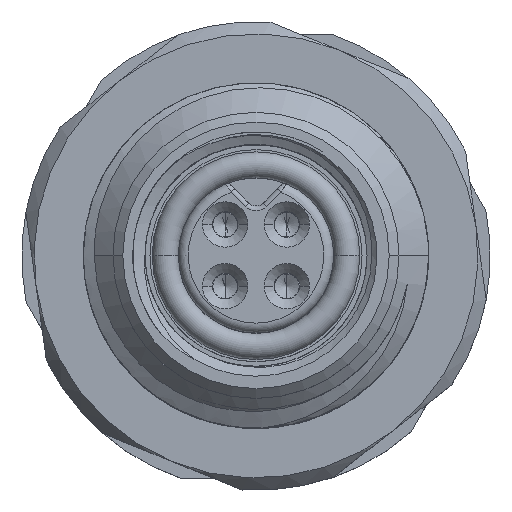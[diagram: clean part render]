
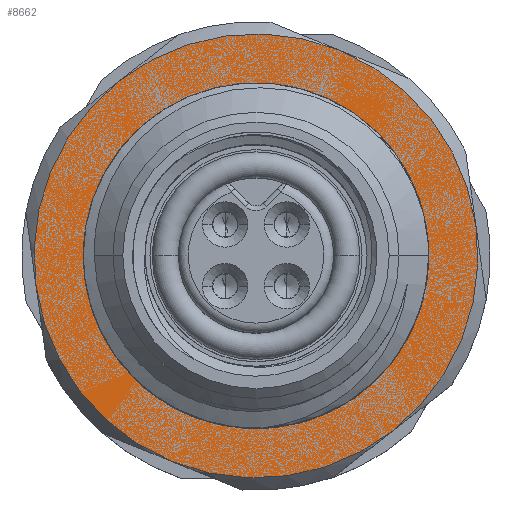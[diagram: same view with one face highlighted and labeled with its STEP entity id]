
A CAD part, top view. The second image highlights one B-rep face of the part: STEP entity #8662.
In plain terms, the highlighted planar face has unit normal (0, 0, 1).
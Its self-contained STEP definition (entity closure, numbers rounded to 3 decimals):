
#8141=CARTESIAN_POINT('',(0.,0.,-2.3));
#8142=DIRECTION('',(0.,0.,1.));
#8143=DIRECTION('',(-0.706,-0.709,0.));
#8144=AXIS2_PLACEMENT_3D('',#8141,#8142,#8143);
#8146=CARTESIAN_POINT('',(0.,0.,-2.3));
#8147=DIRECTION('',(0.,0.,1.));
#8148=DIRECTION('',(-0.376,-0.927,0.));
#8149=AXIS2_PLACEMENT_3D('',#8146,#8147,#8148);
#8151=CARTESIAN_POINT('',(0.038,-3.094,-2.3));
#8152=CARTESIAN_POINT('',(0.187,-3.102,-2.3));
#8153=CARTESIAN_POINT('',(0.483,-3.096,-2.3));
#8154=CARTESIAN_POINT('',(0.927,-3.025,-2.3));
#8155=CARTESIAN_POINT('',(1.357,-2.89,-2.3));
#8156=CARTESIAN_POINT('',(1.766,-2.695,-2.3));
#8157=CARTESIAN_POINT('',(2.147,-2.442,-2.3));
#8158=CARTESIAN_POINT('',(2.491,-2.134,-2.3));
#8159=CARTESIAN_POINT('',(2.79,-1.78,-2.3));
#8160=CARTESIAN_POINT('',(3.037,-1.385,-2.3));
#8161=CARTESIAN_POINT('',(3.228,-0.958,-2.3));
#8162=CARTESIAN_POINT('',(3.358,-0.507,-2.3));
#8163=CARTESIAN_POINT('',(3.425,-0.034,-2.3));
#8164=CARTESIAN_POINT('',(3.425,0.443,-2.3));
#8165=CARTESIAN_POINT('',(3.358,0.919,-2.3));
#8166=CARTESIAN_POINT('',(3.272,1.227,-2.3));
#8167=CARTESIAN_POINT('',(3.217,1.379,-2.3));
#8169=CARTESIAN_POINT('',(0.,0.,-2.3));
#8170=DIRECTION('',(0.,0.,1.));
#8171=DIRECTION('',(0.919,0.394,0.));
#8172=AXIS2_PLACEMENT_3D('',#8169,#8170,#8171);
#8174=CARTESIAN_POINT('',(0.,0.,-2.3));
#8175=DIRECTION('',(0.,0.,1.));
#8176=DIRECTION('',(0.376,0.927,0.));
#8177=AXIS2_PLACEMENT_3D('',#8174,#8175,#8176);
#8179=CARTESIAN_POINT('',(-1.346,3.231,-2.3));
#8180=CARTESIAN_POINT('',(-1.491,3.16,-2.3));
#8181=CARTESIAN_POINT('',(-1.767,3.,-2.3));
#8182=CARTESIAN_POINT('',(-2.147,2.705,-2.3));
#8183=CARTESIAN_POINT('',(-2.48,2.362,-2.3));
#8184=CARTESIAN_POINT('',(-2.762,1.976,-2.3));
#8185=CARTESIAN_POINT('',(-2.984,1.56,-2.3));
#8186=CARTESIAN_POINT('',(-3.145,1.12,-2.3));
#8187=CARTESIAN_POINT('',(-3.242,0.664,-2.3));
#8188=CARTESIAN_POINT('',(-3.274,0.202,-2.3));
#8189=CARTESIAN_POINT('',(-3.241,-0.258,-2.3));
#8190=CARTESIAN_POINT('',(-3.144,-0.704,-2.3));
#8191=CARTESIAN_POINT('',(-2.986,-1.129,-2.3));
#8192=CARTESIAN_POINT('',(-2.772,-1.525,-2.3));
#8193=CARTESIAN_POINT('',(-2.503,-1.885,-2.3));
#8194=CARTESIAN_POINT('',(-2.295,-2.095,-2.3));
#8195=CARTESIAN_POINT('',(-2.183,-2.193,-2.3));
#8197=CARTESIAN_POINT('',(0.,0.,-2.3));
#8198=DIRECTION('',(0.,0.,-1.));
#8199=DIRECTION('',(0.614,-0.789,0.));
#8200=AXIS2_PLACEMENT_3D('',#8197,#8198,#8199);
#8202=CARTESIAN_POINT('',(0.,0.,-2.3));
#8203=DIRECTION('',(0.,0.,-1.));
#8204=DIRECTION('',(-0.376,-0.927,0.));
#8205=AXIS2_PLACEMENT_3D('',#8202,#8203,#8204);
#8207=CARTESIAN_POINT('',(0.,0.,-2.3));
#8208=DIRECTION('',(0.,0.,-1.));
#8209=DIRECTION('',(-0.614,0.789,0.));
#8210=AXIS2_PLACEMENT_3D('',#8207,#8208,#8209);
#8212=CARTESIAN_POINT('',(0.,0.,-2.3));
#8213=DIRECTION('',(0.,0.,-1.));
#8214=DIRECTION('',(0.376,0.927,0.));
#8215=AXIS2_PLACEMENT_3D('',#8212,#8213,#8214);
#8222=CARTESIAN_POINT('',(0.,0.,-2.3));
#8223=DIRECTION('',(0.,0.,1.));
#8224=DIRECTION('',(0.614,-0.789,0.));
#8225=AXIS2_PLACEMENT_3D('',#8222,#8223,#8224);
#8526=CARTESIAN_POINT('',(0.,0.,-2.3));
#8527=DIRECTION('',(0.,0.,1.));
#8528=DIRECTION('',(-0.614,0.789,0.));
#8529=AXIS2_PLACEMENT_3D('',#8526,#8527,#8528);
#8557=VERTEX_POINT('',#8195);
#8558=VERTEX_POINT('',#8179);
#8559=VERTEX_POINT('',#8167);
#8560=VERTEX_POINT('',#8151);
#8561=CARTESIAN_POINT('',(-1.163,-2.867,-2.3));
#8562=VERTEX_POINT('',#8561);
#8563=CARTESIAN_POINT('',(1.316,3.243,-2.3));
#8564=VERTEX_POINT('',#8563);
#8565=CARTESIAN_POINT('',(2.765,-3.55,-2.3));
#8566=CARTESIAN_POINT('',(-1.692,-4.17,-2.3));
#8567=VERTEX_POINT('',#8565);
#8568=VERTEX_POINT('',#8566);
#8569=CARTESIAN_POINT('',(-4.457,-0.619,-2.3));
#8570=VERTEX_POINT('',#8569);
#8571=CARTESIAN_POINT('',(-2.765,3.55,-2.3));
#8572=CARTESIAN_POINT('',(1.692,4.17,-2.3));
#8573=VERTEX_POINT('',#8571);
#8574=VERTEX_POINT('',#8572);
#8575=CARTESIAN_POINT('',(4.457,0.619,-2.3));
#8576=VERTEX_POINT('',#8575);
#8629=CARTESIAN_POINT('',(0.,0.,-2.3));
#8630=DIRECTION('',(0.,0.,1.));
#8631=DIRECTION('',(-0.376,-0.927,0.));
#8632=AXIS2_PLACEMENT_3D('',#8629,#8630,#8631);
#8633=PLANE('',#8632);
#8635=ORIENTED_EDGE('',*,*,#8634,.F.);
#8637=ORIENTED_EDGE('',*,*,#8636,.T.);
#8639=ORIENTED_EDGE('',*,*,#8638,.T.);
#8641=ORIENTED_EDGE('',*,*,#8640,.F.);
#8643=ORIENTED_EDGE('',*,*,#8642,.T.);
#8645=ORIENTED_EDGE('',*,*,#8644,.T.);
#8646=EDGE_LOOP('',(#8635,#8637,#8639,#8641,#8643,#8645));
#8647=FACE_OUTER_BOUND('',#8646,.F.);
#8649=ORIENTED_EDGE('',*,*,#8648,.T.);
#8651=ORIENTED_EDGE('',*,*,#8650,.T.);
#8653=ORIENTED_EDGE('',*,*,#8652,.T.);
#8655=ORIENTED_EDGE('',*,*,#8654,.T.);
#8657=ORIENTED_EDGE('',*,*,#8656,.T.);
#8659=ORIENTED_EDGE('',*,*,#8658,.T.);
#8660=EDGE_LOOP('',(#8649,#8651,#8653,#8655,#8657,#8659));
#8661=FACE_BOUND('',#8660,.F.);
#8145=CIRCLE('',#8144,3.094);
#8150=CIRCLE('',#8149,3.094);
#8168=B_SPLINE_CURVE_WITH_KNOTS('',3,(#8151,#8152,#8153,#8154,#8155,#8156,#8157,
#8158,#8159,#8160,#8161,#8162,#8163,#8164,#8165,#8166,#8167),.UNSPECIFIED.,.F.,
.F.,(4,1,1,1,1,1,1,1,1,1,1,1,1,1,4),(0.,0.071,0.143,
0.214,0.286,0.357,0.429,0.5,
0.571,0.643,0.714,0.786,
0.857,0.929,1.),.UNSPECIFIED.);
#8173=CIRCLE('',#8172,3.5);
#8178=CIRCLE('',#8177,3.5);
#8196=B_SPLINE_CURVE_WITH_KNOTS('',3,(#8179,#8180,#8181,#8182,#8183,#8184,#8185,
#8186,#8187,#8188,#8189,#8190,#8191,#8192,#8193,#8194,#8195),.UNSPECIFIED.,.F.,
.F.,(4,1,1,1,1,1,1,1,1,1,1,1,1,1,4),(0.,0.071,0.143,
0.214,0.286,0.357,0.429,0.5,
0.571,0.643,0.714,0.786,
0.857,0.929,1.),.UNSPECIFIED.);
#8201=CIRCLE('',#8200,4.5);
#8206=CIRCLE('',#8205,4.5);
#8211=CIRCLE('',#8210,4.5);
#8216=CIRCLE('',#8215,4.5);
#8226=CIRCLE('',#8225,4.5);
#8530=CIRCLE('',#8529,4.5);
#8634=EDGE_CURVE('',#8567,#8576,#8226,.T.);
#8636=EDGE_CURVE('',#8567,#8568,#8201,.T.);
#8638=EDGE_CURVE('',#8568,#8570,#8206,.T.);
#8640=EDGE_CURVE('',#8573,#8570,#8530,.T.);
#8642=EDGE_CURVE('',#8573,#8574,#8211,.T.);
#8644=EDGE_CURVE('',#8574,#8576,#8216,.T.);
#8648=EDGE_CURVE('',#8557,#8562,#8145,.T.);
#8650=EDGE_CURVE('',#8562,#8560,#8150,.T.);
#8652=EDGE_CURVE('',#8560,#8559,#8168,.T.);
#8654=EDGE_CURVE('',#8559,#8564,#8173,.T.);
#8656=EDGE_CURVE('',#8564,#8558,#8178,.T.);
#8658=EDGE_CURVE('',#8558,#8557,#8196,.T.);
#8662=ADVANCED_FACE('',(#8647,#8661),#8633,.T.);
